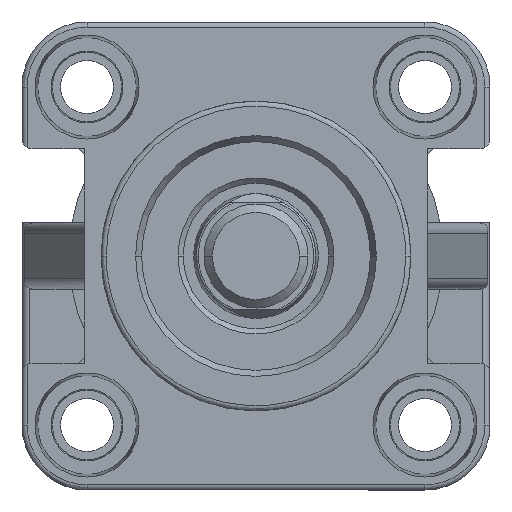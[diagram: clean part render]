
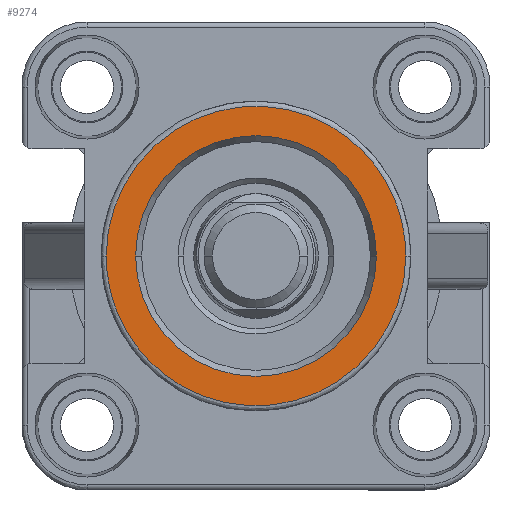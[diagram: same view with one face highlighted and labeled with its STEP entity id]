
A CAD part, left-side view. The second image highlights one B-rep face of the part: STEP entity #9274.
In plain terms, the highlighted planar face has unit normal (-1, 0, 0).
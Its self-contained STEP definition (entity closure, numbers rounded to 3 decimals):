
#244 = CARTESIAN_POINT ( 'NONE',  ( 0., 0., 14.4 ) ) ;
#317 = EDGE_CURVE ( 'NONE', #7350, #6437, #3301, .T. ) ;
#431 = VERTEX_POINT ( 'NONE', #7916 ) ;
#554 =( BOUNDED_CURVE ( )  B_SPLINE_CURVE ( 3, ( #12904, #15743, #1935, #13014 ),
 .UNSPECIFIED., .F., .T. ) 
 B_SPLINE_CURVE_WITH_KNOTS ( ( 4, 4 ),
 ( 0., 1. ),
 .UNSPECIFIED. ) 
 CURVE ( )  GEOMETRIC_REPRESENTATION_ITEM ( )  RATIONAL_B_SPLINE_CURVE ( ( 1., 0.333, 0.333, 1. ) ) 
 REPRESENTATION_ITEM ( '' )  );
#651 = CARTESIAN_POINT ( 'NONE',  ( 0., 0., 0. ) ) ;
#751 = DIRECTION ( 'NONE',  ( -1., 0., 0. ) ) ;
#1765 = CARTESIAN_POINT ( 'NONE',  ( 0., 0., 11.577 ) ) ;
#1935 = CARTESIAN_POINT ( 'NONE',  ( 0., -28.8, -14.4 ) ) ;
#1999 = PLANE ( 'NONE',  #11980 ) ;
#2064 = DIRECTION ( 'NONE',  ( 1., 0., 0. ) ) ;
#2886 = FACE_OUTER_BOUND ( 'NONE', #5633, .T. ) ;
#2933 = ORIENTED_EDGE ( 'NONE', *, *, #317, .F. ) ;
#3095 = VERTEX_POINT ( 'NONE', #9999 ) ;
#3301 = CIRCLE ( 'NONE', #15145, 11.577 ) ;
#3557 =( BOUNDED_CURVE ( )  B_SPLINE_CURVE ( 3, ( #15036, #8240, #10955, #244 ),
 .UNSPECIFIED., .F., .F. ) 
 B_SPLINE_CURVE_WITH_KNOTS ( ( 4, 4 ),
 ( 0., 1. ),
 .UNSPECIFIED. ) 
 CURVE ( )  GEOMETRIC_REPRESENTATION_ITEM ( )  RATIONAL_B_SPLINE_CURVE ( ( 1., 0.333, 0.333, 1. ) ) 
 REPRESENTATION_ITEM ( '' )  );
#5633 = EDGE_LOOP ( 'NONE', ( #17278, #15844 ) ) ;
#6240 = DIRECTION ( 'NONE',  ( 0., 0., 1. ) ) ;
#6365 = AXIS2_PLACEMENT_3D ( 'NONE', #651, #14272, #15457 ) ;
#6368 = EDGE_CURVE ( 'NONE', #431, #3095, #554, .T. ) ;
#6437 = VERTEX_POINT ( 'NONE', #10642 ) ;
#6484 = FACE_BOUND ( 'NONE', #13465, .T. ) ;
#7350 = VERTEX_POINT ( 'NONE', #1765 ) ;
#7916 = CARTESIAN_POINT ( 'NONE',  ( 0., 0., 14.4 ) ) ;
#8240 = CARTESIAN_POINT ( 'NONE',  ( 0., 28.8, -14.4 ) ) ;
#9274 = ADVANCED_FACE ( 'NONE', ( #6484, #2886 ), #1999, .F. ) ;
#9999 = CARTESIAN_POINT ( 'NONE',  ( 0., 0., -14.4 ) ) ;
#10147 = ORIENTED_EDGE ( 'NONE', *, *, #16233, .F. ) ;
#10642 = CARTESIAN_POINT ( 'NONE',  ( 0., 0., -11.577 ) ) ;
#10955 = CARTESIAN_POINT ( 'NONE',  ( 0., 28.8, 14.4 ) ) ;
#11980 = AXIS2_PLACEMENT_3D ( 'NONE', #17066, #2064, #12962 ) ;
#12904 = CARTESIAN_POINT ( 'NONE',  ( 0., 0., 14.4 ) ) ;
#12962 = DIRECTION ( 'NONE',  ( 0., 0., -1. ) ) ;
#13014 = CARTESIAN_POINT ( 'NONE',  ( 0., 0., -14.4 ) ) ;
#13152 = EDGE_CURVE ( 'NONE', #3095, #431, #3557, .T. ) ;
#13465 = EDGE_LOOP ( 'NONE', ( #2933, #10147 ) ) ;
#14272 = DIRECTION ( 'NONE',  ( -1., 0., 0. ) ) ;
#14372 = CIRCLE ( 'NONE', #6365, 11.577 ) ;
#15036 = CARTESIAN_POINT ( 'NONE',  ( 0., 0., -14.4 ) ) ;
#15145 = AXIS2_PLACEMENT_3D ( 'NONE', #15827, #751, #6240 ) ;
#15457 = DIRECTION ( 'NONE',  ( 0., 0., 1. ) ) ;
#15743 = CARTESIAN_POINT ( 'NONE',  ( 0., -28.8, 14.4 ) ) ;
#15827 = CARTESIAN_POINT ( 'NONE',  ( 0., 0., 0. ) ) ;
#15844 = ORIENTED_EDGE ( 'NONE', *, *, #6368, .F. ) ;
#16233 = EDGE_CURVE ( 'NONE', #6437, #7350, #14372, .T. ) ;
#17066 = CARTESIAN_POINT ( 'NONE',  ( 0., 11., 0. ) ) ;
#17278 = ORIENTED_EDGE ( 'NONE', *, *, #13152, .F. ) ;
